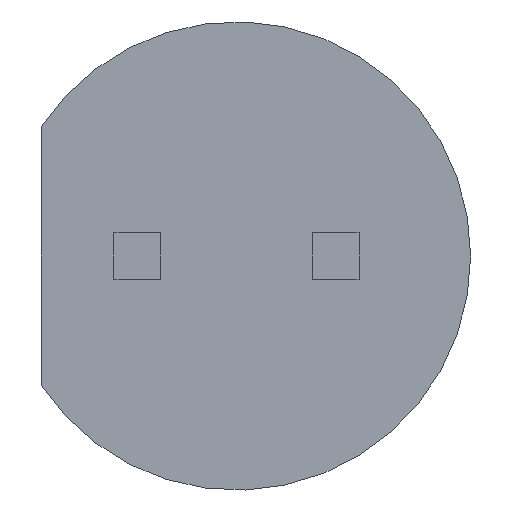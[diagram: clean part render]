
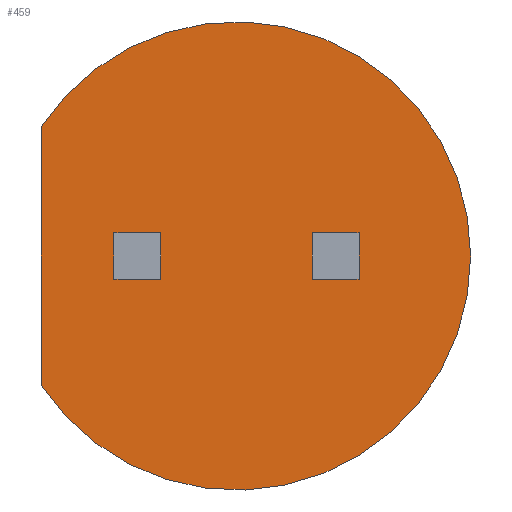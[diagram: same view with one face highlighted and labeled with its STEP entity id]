
A CAD part, front view. The second image highlights one B-rep face of the part: STEP entity #459.
In plain terms, the highlighted planar face has unit normal (0, -1, 0).
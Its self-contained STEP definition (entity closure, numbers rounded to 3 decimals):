
#11 = CARTESIAN_POINT ( 'NONE',  ( 0.97, 0., -0.3 ) ) ;
#21 = EDGE_CURVE ( 'NONE', #692, #221, #250, .T. ) ;
#28 = LINE ( 'NONE', #742, #545 ) ;
#29 = DIRECTION ( 'NONE',  ( 0., 0., 1. ) ) ;
#31 = VERTEX_POINT ( 'NONE', #356 ) ;
#55 = LINE ( 'NONE', #293, #750 ) ;
#60 = VERTEX_POINT ( 'NONE', #352 ) ;
#73 = AXIS2_PLACEMENT_3D ( 'NONE', #772, #706, #94 ) ;
#79 = CARTESIAN_POINT ( 'NONE',  ( 0., 0., 0. ) ) ;
#89 = VECTOR ( 'NONE', #29, 1000. ) ;
#94 = DIRECTION ( 'NONE',  ( 1., 0., 0. ) ) ;
#97 = VECTOR ( 'NONE', #716, 1000. ) ;
#123 = CARTESIAN_POINT ( 'NONE',  ( -2.5, 0., 1.658 ) ) ;
#128 = CARTESIAN_POINT ( 'NONE',  ( -2.5, 0., -1.658 ) ) ;
#130 = ORIENTED_EDGE ( 'NONE', *, *, #426, .F. ) ;
#151 = DIRECTION ( 'NONE',  ( -1., 0., 0. ) ) ;
#162 = CARTESIAN_POINT ( 'NONE',  ( -1.57, 0., -0.3 ) ) ;
#187 = CARTESIAN_POINT ( 'NONE',  ( -0.97, 0., -0.3 ) ) ;
#197 = EDGE_LOOP ( 'NONE', ( #349, #523, #398, #130 ) ) ;
#199 = DIRECTION ( 'NONE',  ( 0., 1., 0. ) ) ;
#207 = FACE_BOUND ( 'NONE', #197, .T. ) ;
#211 = CARTESIAN_POINT ( 'NONE',  ( 0.97, 0., 0.3 ) ) ;
#218 = PLANE ( 'NONE',  #73 ) ;
#221 = VERTEX_POINT ( 'NONE', #123 ) ;
#239 = CARTESIAN_POINT ( 'NONE',  ( 0.97, 0., -0.3 ) ) ;
#250 = LINE ( 'NONE', #337, #89 ) ;
#274 = EDGE_CURVE ( 'NONE', #737, #677, #28, .T. ) ;
#291 = CARTESIAN_POINT ( 'NONE',  ( -0.97, 0., 0.3 ) ) ;
#293 = CARTESIAN_POINT ( 'NONE',  ( -0.97, 0., -0.3 ) ) ;
#294 = FACE_BOUND ( 'NONE', #627, .T. ) ;
#296 = DIRECTION ( 'NONE',  ( 1., 0., 0. ) ) ;
#301 = CARTESIAN_POINT ( 'NONE',  ( 1.57, 0., -0.3 ) ) ;
#302 = EDGE_LOOP ( 'NONE', ( #739, #371 ) ) ;
#326 = DIRECTION ( 'NONE',  ( -1., 0., 0. ) ) ;
#327 = VECTOR ( 'NONE', #533, 1000. ) ;
#337 = CARTESIAN_POINT ( 'NONE',  ( -2.5, 0., -2. ) ) ;
#339 = CARTESIAN_POINT ( 'NONE',  ( -1.57, 0., 0.3 ) ) ;
#349 = ORIENTED_EDGE ( 'NONE', *, *, #436, .F. ) ;
#352 = CARTESIAN_POINT ( 'NONE',  ( 1.57, 0., 0.3 ) ) ;
#356 = CARTESIAN_POINT ( 'NONE',  ( 1.57, 0., -0.3 ) ) ;
#357 = CARTESIAN_POINT ( 'NONE',  ( 0.97, 0., -0.3 ) ) ;
#358 = EDGE_CURVE ( 'NONE', #458, #694, #414, .T. ) ;
#371 = ORIENTED_EDGE ( 'NONE', *, *, #709, .F. ) ;
#375 = DIRECTION ( 'NONE',  ( 0., 0., -1. ) ) ;
#377 = CARTESIAN_POINT ( 'NONE',  ( -1.57, 0., -0.3 ) ) ;
#398 = ORIENTED_EDGE ( 'NONE', *, *, #274, .F. ) ;
#402 = EDGE_CURVE ( 'NONE', #60, #458, #683, .T. ) ;
#414 = LINE ( 'NONE', #11, #534 ) ;
#415 = AXIS2_PLACEMENT_3D ( 'NONE', #79, #199, #326 ) ;
#416 = DIRECTION ( 'NONE',  ( 0., 0., 1. ) ) ;
#426 = EDGE_CURVE ( 'NONE', #525, #737, #632, .T. ) ;
#436 = EDGE_CURVE ( 'NONE', #554, #525, #519, .T. ) ;
#440 = ORIENTED_EDGE ( 'NONE', *, *, #358, .F. ) ;
#446 = VECTOR ( 'NONE', #416, 1000. ) ;
#458 = VERTEX_POINT ( 'NONE', #211 ) ;
#459 = ADVANCED_FACE ( 'NONE', ( #733, #207, #294 ), #218, .T. ) ;
#469 = VECTOR ( 'NONE', #151, 1000. ) ;
#473 = CARTESIAN_POINT ( 'NONE',  ( -1.57, 0., 0.3 ) ) ;
#477 = DIRECTION ( 'NONE',  ( 0., 0., 1. ) ) ;
#488 = EDGE_CURVE ( 'NONE', #677, #554, #55, .T. ) ;
#517 = LINE ( 'NONE', #301, #446 ) ;
#519 = LINE ( 'NONE', #339, #97 ) ;
#522 = EDGE_CURVE ( 'NONE', #694, #31, #689, .T. ) ;
#523 = ORIENTED_EDGE ( 'NONE', *, *, #488, .F. ) ;
#525 = VERTEX_POINT ( 'NONE', #473 ) ;
#533 = DIRECTION ( 'NONE',  ( 0., 0., -1. ) ) ;
#534 = VECTOR ( 'NONE', #375, 1000. ) ;
#545 = VECTOR ( 'NONE', #296, 1000. ) ;
#554 = VERTEX_POINT ( 'NONE', #291 ) ;
#593 = ORIENTED_EDGE ( 'NONE', *, *, #605, .F. ) ;
#600 = DIRECTION ( 'NONE',  ( 1., 0., 0. ) ) ;
#605 = EDGE_CURVE ( 'NONE', #31, #60, #517, .T. ) ;
#612 = ORIENTED_EDGE ( 'NONE', *, *, #402, .F. ) ;
#627 = EDGE_LOOP ( 'NONE', ( #612, #593, #798, #440 ) ) ;
#632 = LINE ( 'NONE', #162, #327 ) ;
#677 = VERTEX_POINT ( 'NONE', #187 ) ;
#681 = CIRCLE ( 'NONE', #415, 3. ) ;
#682 = VECTOR ( 'NONE', #600, 1000. ) ;
#683 = LINE ( 'NONE', #768, #469 ) ;
#689 = LINE ( 'NONE', #357, #682 ) ;
#692 = VERTEX_POINT ( 'NONE', #128 ) ;
#694 = VERTEX_POINT ( 'NONE', #239 ) ;
#706 = DIRECTION ( 'NONE',  ( 0., -1., 0. ) ) ;
#709 = EDGE_CURVE ( 'NONE', #221, #692, #681, .T. ) ;
#716 = DIRECTION ( 'NONE',  ( -1., 0., 0. ) ) ;
#733 = FACE_OUTER_BOUND ( 'NONE', #302, .T. ) ;
#737 = VERTEX_POINT ( 'NONE', #377 ) ;
#739 = ORIENTED_EDGE ( 'NONE', *, *, #21, .F. ) ;
#742 = CARTESIAN_POINT ( 'NONE',  ( -1.57, 0., -0.3 ) ) ;
#750 = VECTOR ( 'NONE', #477, 1000. ) ;
#768 = CARTESIAN_POINT ( 'NONE',  ( 0.97, 0., 0.3 ) ) ;
#772 = CARTESIAN_POINT ( 'NONE',  ( 0., 0., 0. ) ) ;
#798 = ORIENTED_EDGE ( 'NONE', *, *, #522, .F. ) ;
